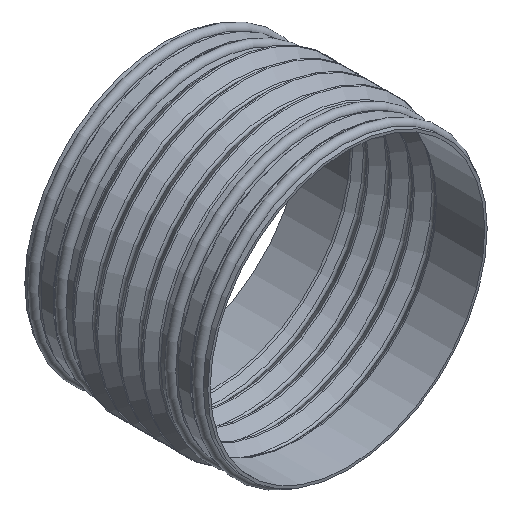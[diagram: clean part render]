
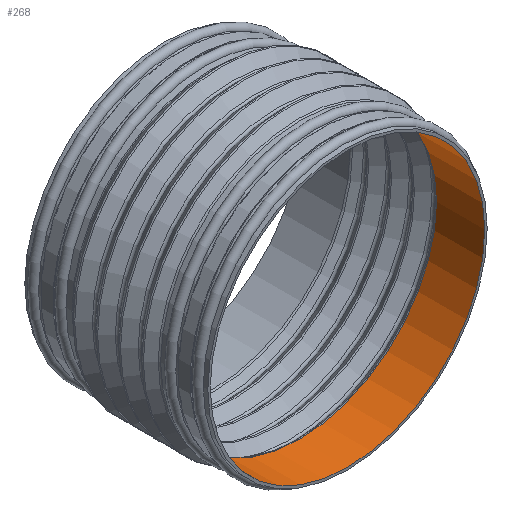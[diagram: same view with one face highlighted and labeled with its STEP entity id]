
A CAD part, isometric view. The second image highlights one B-rep face of the part: STEP entity #268.
In plain terms, the highlighted cylindrical face has radius 112.5 mm (diameter 225 mm), a full revolution.
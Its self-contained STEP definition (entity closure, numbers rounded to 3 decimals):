
#268 = ADVANCED_FACE( '', ( #600, #601 ), #602, .F. );
#600 = FACE_OUTER_BOUND( '', #947, .T. );
#601 = FACE_OUTER_BOUND( '', #948, .T. );
#602 = CYLINDRICAL_SURFACE( '', #949, 112.5 );
#947 = EDGE_LOOP( '', ( #1589 ) );
#948 = EDGE_LOOP( '', ( #1590 ) );
#949 = AXIS2_PLACEMENT_3D( '', #1591, #1592, #1593 );
#1589 = ORIENTED_EDGE( '', *, *, #1958, .T. );
#1590 = ORIENTED_EDGE( '', *, *, #1956, .F. );
#1591 = CARTESIAN_POINT( '', ( 0., 0., 0. ) );
#1592 = DIRECTION( '', ( 0., 1., 0. ) );
#1593 = DIRECTION( '', ( 0., 0., -1. ) );
#1956 = EDGE_CURVE( '', #2340, #2340, #2341, .T. );
#1958 = EDGE_CURVE( '', #2343, #2343, #2344, .T. );
#2340 = VERTEX_POINT( '', #2809 );
#2341 = CIRCLE( '', #2810, 112.5 );
#2343 = VERTEX_POINT( '', #2812 );
#2344 = CIRCLE( '', #2813, 112.5 );
#2809 = CARTESIAN_POINT( '', ( 0., 39.5, -112.5 ) );
#2810 = AXIS2_PLACEMENT_3D( '', #3171, #3172, #3173 );
#2812 = CARTESIAN_POINT( '', ( 0., 0., -112.5 ) );
#2813 = AXIS2_PLACEMENT_3D( '', #3174, #3175, #3176 );
#3171 = CARTESIAN_POINT( '', ( 0., 39.5, 0. ) );
#3172 = DIRECTION( '', ( 0., -1., 0. ) );
#3173 = DIRECTION( '', ( 0., 0., -1. ) );
#3174 = CARTESIAN_POINT( '', ( 0., 0., 0. ) );
#3175 = DIRECTION( '', ( 0., -1., 0. ) );
#3176 = DIRECTION( '', ( 0., 0., -1. ) );
